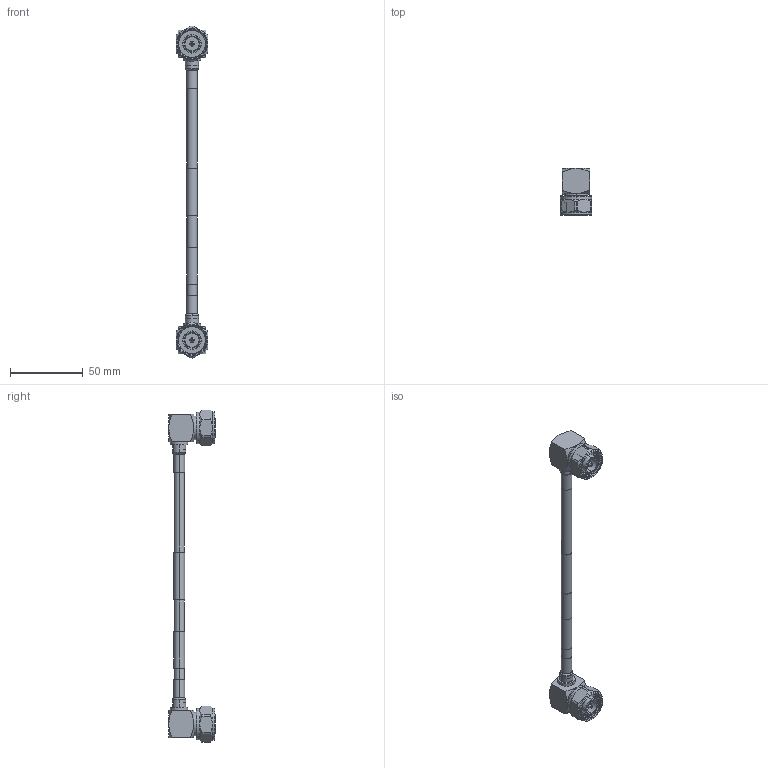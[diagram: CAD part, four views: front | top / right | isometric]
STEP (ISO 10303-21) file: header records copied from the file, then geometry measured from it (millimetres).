
FILE_DESCRIPTION (( 'STEP AP214' ), '1' );
FILE_NAME ('LCCA31046.step', '2022-10-04T19:19:46', ( '' ), ( '' ), 'SwSTEP 2.0', 'SolidWorks 2021', '' );
FILE_SCHEMA (( 'AUTOMOTIVE_DESIGN' ));
Length unit declared in the file: inch
Products named in the file (3):  SPP-250-LLPL ^LCCA31046_SPP-250-LLPL; LCCA31046; TC-250-4310M-RA-LP^LCCA31046_HeatShrink
Assembly tree (3 placements, depth 2):
  LCCA31046
     SPP-250-LLPL ^LCCA31046_SPP-250-LLPL
    TC-250-4310M-RA-LP^LCCA31046_HeatShrink  x2
Bounding box: 22 x 32 x 228.59 mm (x, y, z)
Volume: 26084.9 mm3; surface area: 15954.8 mm2
Topology: 5 solids, 7 shells, 250 faces, 600 edges, 388 vertices
Faces by surface type: cylinder 120, plane 58, cone 58, bspline 14
Entity records: 5848 total; most frequent: CARTESIAN_POINT 2595, DIRECTION 646, ORIENTED_EDGE 630, EDGE_CURVE 315, AXIS2_PLACEMENT_3D 270, VERTEX_POINT 204, EDGE_LOOP 149, CIRCLE 138
